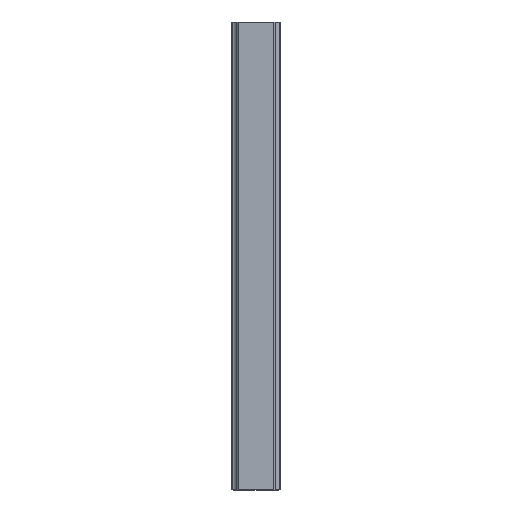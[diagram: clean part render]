
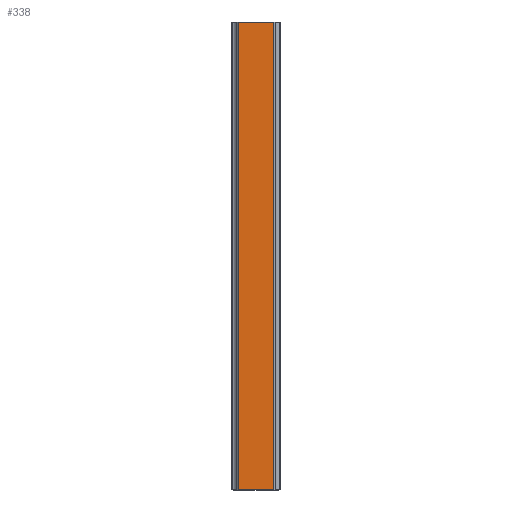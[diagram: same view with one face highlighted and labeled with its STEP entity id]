
A CAD part, top view. The second image highlights one B-rep face of the part: STEP entity #338.
In plain terms, the highlighted planar face has unit normal (0, 0, 1).
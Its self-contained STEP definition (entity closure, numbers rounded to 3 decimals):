
#338=ADVANCED_FACE('',(#695),#696,.T.);
#695=FACE_OUTER_BOUND('',#1067,.T.);
#696=PLANE('',#1068);
#1067=EDGE_LOOP('',(#2086,#2087,#2088,#2089));
#1068=AXIS2_PLACEMENT_3D('',#2090,#2091,#2092);
#2086=ORIENTED_EDGE('',*,*,#2598,.T.);
#2087=ORIENTED_EDGE('',*,*,#2672,.F.);
#2088=ORIENTED_EDGE('',*,*,#2468,.F.);
#2089=ORIENTED_EDGE('',*,*,#2670,.T.);
#2090=CARTESIAN_POINT('',(0.0,190.0,17.5));
#2091=DIRECTION('',(0.0,0.0,1.0));
#2092=DIRECTION('',(-1.0,0.0,-0.0));
#2468=EDGE_CURVE('',#3026,#3028,#3029,.T.);
#2598=EDGE_CURVE('',#3243,#3241,#3244,.T.);
#2670=EDGE_CURVE('',#3026,#3243,#3334,.T.);
#2672=EDGE_CURVE('',#3028,#3241,#3336,.T.);
#3026=VERTEX_POINT('',#3825);
#3028=VERTEX_POINT('',#3828);
#3029=LINE('',#3829,#3830);
#3241=VERTEX_POINT('',#4124);
#3243=VERTEX_POINT('',#4127);
#3244=LINE('',#4128,#4129);
#3334=LINE('',#4247,#4248);
#3336=LINE('',#4250,#4251);
#3825=CARTESIAN_POINT('',(-7.231,190.0,17.5));
#3828=CARTESIAN_POINT('',(7.231,190.0,17.5));
#3829=CARTESIAN_POINT('',(-7.231,190.0,17.5));
#3830=VECTOR('',#4501,1.0);
#4124=CARTESIAN_POINT('',(7.231,0.0,17.5));
#4127=CARTESIAN_POINT('',(-7.231,0.0,17.5));
#4128=CARTESIAN_POINT('',(-7.231,0.0,17.5));
#4129=VECTOR('',#4651,1.0);
#4247=CARTESIAN_POINT('',(-7.231,190.0,17.5));
#4248=VECTOR('',#4731,1.0);
#4250=CARTESIAN_POINT('',(7.231,190.0,17.5));
#4251=VECTOR('',#4732,1.0);
#4501=DIRECTION('',(1.0,0.0,0.0));
#4651=DIRECTION('',(1.0,0.0,0.0));
#4731=DIRECTION('',(0.0,-1.0,0.0));
#4732=DIRECTION('',(0.0,-1.0,0.0));
